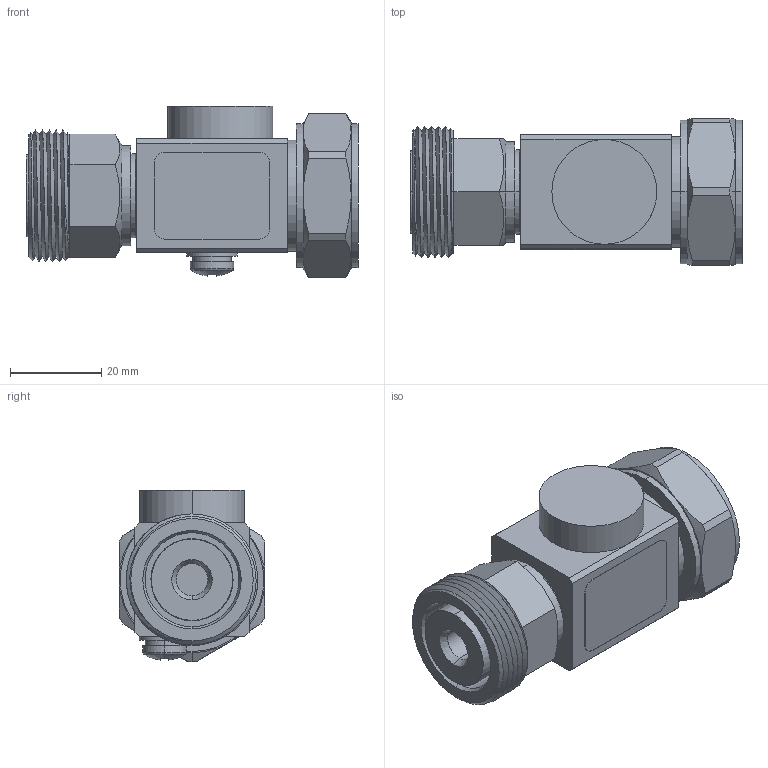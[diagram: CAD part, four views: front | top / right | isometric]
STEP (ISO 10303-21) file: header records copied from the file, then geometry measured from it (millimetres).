
FILE_DESCRIPTION (( 'STEP AP203' ), '1' );
FILE_NAME ('FMSP1071_3D.STEP', '2022-04-01T22:04:51', ( '' ), ( '' ), 'SwSTEP 2.0', 'SolidWorks 2021', '' );
FILE_SCHEMA (( 'CONFIG_CONTROL_DESIGN' ));
Length unit declared in the file: millimetre
Products named in the file (1): FMSP1071_3D
Bounding box: 72.8 x 32 x 37.58 mm (x, y, z)
Volume: 41024.5 mm3; surface area: 14584.3 mm2
Topology: 1 solids, 1 shells, 184 faces, 426 edges, 263 vertices
Faces by surface type: plane 78, cylinder 58, cone 38, bspline 6, torus 2, sphere 2
Entity records: 6668 total; most frequent: CARTESIAN_POINT 2514, ORIENTED_EDGE 852, DIRECTION 850, EDGE_CURVE 426, AXIS2_PLACEMENT_3D 338, VERTEX_POINT 263, EDGE_LOOP 203, ADVANCED_FACE 184
